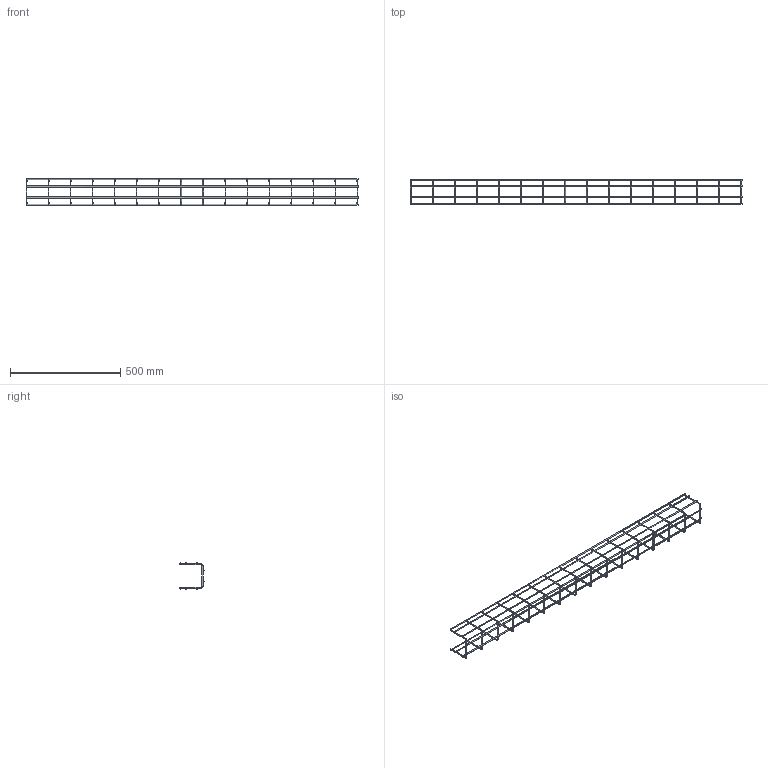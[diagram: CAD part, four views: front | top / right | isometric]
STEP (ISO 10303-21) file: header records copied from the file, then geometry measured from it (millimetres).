
FILE_DESCRIPTION (( 'STEP AP214' ), '1' );
FILE_NAME ('LCM10100-5FT_3D.step', '2024-03-21T19:45:42', ( '' ), ( '' ), 'SwSTEP 2.0', 'SolidWorks 2022', '' );
FILE_SCHEMA (( 'AUTOMOTIVE_DESIGN' ));
Length unit declared in the file: millimetre
Products named in the file (1): LCM10100-5FT_3D
Bounding box: 1505 x 110 x 120 mm (x, y, z)
Volume: 331601.5 mm3; surface area: 266270.1 mm2
Topology: 24 solids, 24 shells, 224 faces, 400 edges, 224 vertices
Faces by surface type: cylinder 112, torus 64, plane 48
Entity records: 5589 total; most frequent: CARTESIAN_POINT 1089, DIRECTION 978, ORIENTED_EDGE 800, AXIS2_PLACEMENT_3D 433, EDGE_CURVE 400, FACE_OUTER_BOUND 224, EDGE_LOOP 224, ADVANCED_FACE 224
